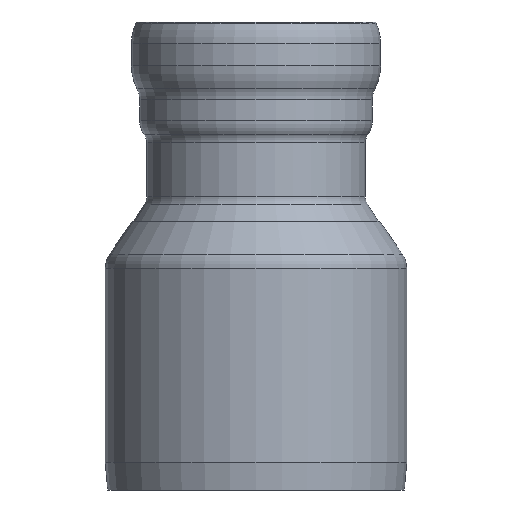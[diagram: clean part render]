
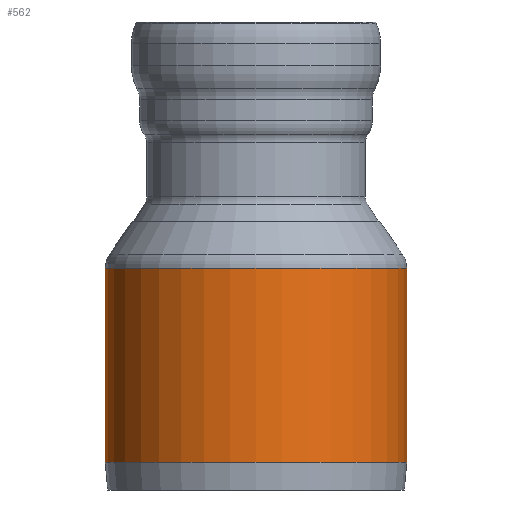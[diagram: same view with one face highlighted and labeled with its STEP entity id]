
A CAD part, front view. The second image highlights one B-rep face of the part: STEP entity #562.
In plain terms, the highlighted cylindrical face has radius 1095 mm (diameter 2190 mm), a full revolution.
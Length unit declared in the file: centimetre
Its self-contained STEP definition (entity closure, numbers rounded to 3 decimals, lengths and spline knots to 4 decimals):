
#24=CYLINDRICAL_SURFACE('',#660,109.5);
#76=FACE_OUTER_BOUND('',#113,.T.);
#113=EDGE_LOOP('',(#500,#501,#502,#503,#504));
#132=LINE('',#1048,#148);
#148=VECTOR('',#869,109.5);
#210=CIRCLE('',#657,109.5);
#211=CIRCLE('',#658,109.5);
#213=CIRCLE('',#661,109.5);
#266=VERTEX_POINT('',#1040);
#267=VERTEX_POINT('',#1041);
#268=VERTEX_POINT('',#1046);
#344=EDGE_CURVE('',#266,#267,#210,.T.);
#345=EDGE_CURVE('',#267,#266,#211,.T.);
#347=EDGE_CURVE('',#268,#268,#213,.T.);
#348=EDGE_CURVE('',#268,#266,#132,.T.);
#500=ORIENTED_EDGE('',*,*,#347,.F.);
#501=ORIENTED_EDGE('',*,*,#348,.T.);
#502=ORIENTED_EDGE('',*,*,#344,.T.);
#503=ORIENTED_EDGE('',*,*,#345,.T.);
#504=ORIENTED_EDGE('',*,*,#348,.F.);
#562=ADVANCED_FACE('',(#76),#24,.T.);
#657=AXIS2_PLACEMENT_3D('',#1042,#859,#860);
#658=AXIS2_PLACEMENT_3D('',#1043,#861,#862);
#660=AXIS2_PLACEMENT_3D('',#1045,#865,#866);
#661=AXIS2_PLACEMENT_3D('',#1047,#867,#868);
#859=DIRECTION('center_axis',(0.,0.,-1.));
#860=DIRECTION('ref_axis',(1.,0.,0.));
#861=DIRECTION('center_axis',(0.,0.,-1.));
#862=DIRECTION('ref_axis',(1.,0.,0.));
#865=DIRECTION('center_axis',(0.,0.,-1.));
#866=DIRECTION('ref_axis',(1.,0.,0.));
#867=DIRECTION('center_axis',(0.,0.,-1.));
#868=DIRECTION('ref_axis',(1.,0.,0.));
#869=DIRECTION('',(0.,0.,1.));
#1040=CARTESIAN_POINT('',(798.3379,408.9021,-51.7635));
#1041=CARTESIAN_POINT('',(907.8379,299.4021,-51.7635));
#1042=CARTESIAN_POINT('Origin',(907.8379,408.9021,-51.7635));
#1043=CARTESIAN_POINT('Origin',(907.8379,408.9021,-51.7635));
#1045=CARTESIAN_POINT('Origin',(907.8379,408.9021,-122.3319));
#1046=CARTESIAN_POINT('',(798.3379,408.9021,-192.9003));
#1047=CARTESIAN_POINT('Origin',(907.8379,408.9021,-192.9003));
#1048=CARTESIAN_POINT('',(798.3379,408.9021,-122.3319));
